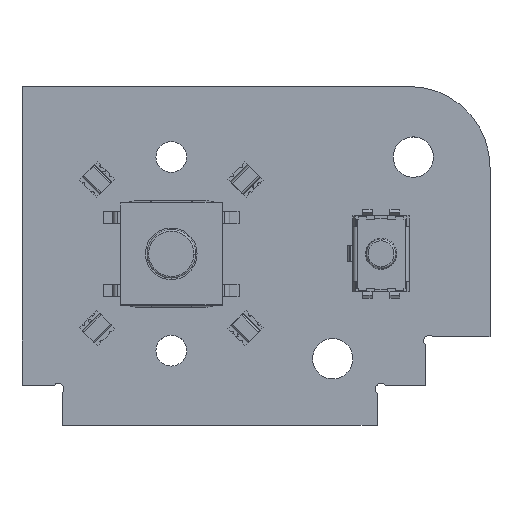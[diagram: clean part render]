
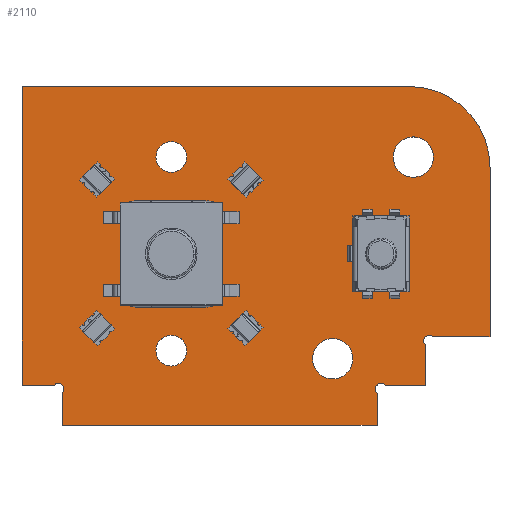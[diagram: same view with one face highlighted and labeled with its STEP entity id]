
A CAD part, top view. The second image highlights one B-rep face of the part: STEP entity #2110.
In plain terms, the highlighted planar face has unit normal (0, 0, 1).
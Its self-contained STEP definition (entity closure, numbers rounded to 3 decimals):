
#2110=ADVANCED_FACE('',(#5762,#5763,#5764,#5765,#5766),#5767,.T.);
#5762=FACE_BOUND('',#11043,.T.);
#5763=FACE_BOUND('',#11044,.T.);
#5764=FACE_BOUND('',#11045,.T.);
#5765=FACE_BOUND('',#11046,.T.);
#5766=FACE_OUTER_BOUND('',#11047,.T.);
#5767=PLANE('',#11048);
#11043=EDGE_LOOP('',(#16370));
#11044=EDGE_LOOP('',(#16371));
#11045=EDGE_LOOP('',(#16372));
#11046=EDGE_LOOP('',(#16373));
#11047=EDGE_LOOP('',(#16374,#16375,#16376,#16377,#16378,#16379,#16380,#16381,#16382,#16383,#16384,#16385,#16386,#16387));
#11048=AXIS2_PLACEMENT_3D('',#16388,#16389,#16390);
#16370=ORIENTED_EDGE('',*,*,#33046,.T.);
#16371=ORIENTED_EDGE('',*,*,#33049,.T.);
#16372=ORIENTED_EDGE('',*,*,#33052,.T.);
#16373=ORIENTED_EDGE('',*,*,#33055,.T.);
#16374=ORIENTED_EDGE('',*,*,#33057,.T.);
#16375=ORIENTED_EDGE('',*,*,#33058,.T.);
#16376=ORIENTED_EDGE('',*,*,#33059,.T.);
#16377=ORIENTED_EDGE('',*,*,#33060,.T.);
#16378=ORIENTED_EDGE('',*,*,#33061,.T.);
#16379=ORIENTED_EDGE('',*,*,#33062,.T.);
#16380=ORIENTED_EDGE('',*,*,#33063,.T.);
#16381=ORIENTED_EDGE('',*,*,#33064,.T.);
#16382=ORIENTED_EDGE('',*,*,#33065,.T.);
#16383=ORIENTED_EDGE('',*,*,#33066,.T.);
#16384=ORIENTED_EDGE('',*,*,#33067,.T.);
#16385=ORIENTED_EDGE('',*,*,#33068,.T.);
#16386=ORIENTED_EDGE('',*,*,#33069,.T.);
#16387=ORIENTED_EDGE('',*,*,#33070,.T.);
#16388=CARTESIAN_POINT('',(-0.97,-0.042,1.5));
#16389=DIRECTION('',(0.0,0.0,1.0));
#16390=DIRECTION('',(1.0,0.0,0.0));
#33046=EDGE_CURVE('',#39706,#39706,#39707,.T.);
#33049=EDGE_CURVE('',#39711,#39711,#39712,.T.);
#33052=EDGE_CURVE('',#39716,#39716,#39717,.T.);
#33055=EDGE_CURVE('',#39721,#39721,#39722,.T.);
#33057=EDGE_CURVE('',#39724,#39725,#39726,.T.);
#33058=EDGE_CURVE('',#39725,#39727,#39728,.T.);
#33059=EDGE_CURVE('',#39727,#39729,#39730,.T.);
#33060=EDGE_CURVE('',#39729,#39731,#39732,.T.);
#33061=EDGE_CURVE('',#39731,#39733,#39734,.T.);
#33062=EDGE_CURVE('',#39733,#39735,#39736,.T.);
#33063=EDGE_CURVE('',#39735,#39737,#39738,.T.);
#33064=EDGE_CURVE('',#39737,#39739,#39740,.T.);
#33065=EDGE_CURVE('',#39739,#39741,#39742,.T.);
#33066=EDGE_CURVE('',#39741,#39743,#39744,.T.);
#33067=EDGE_CURVE('',#39743,#39745,#39746,.T.);
#33068=EDGE_CURVE('',#39745,#39747,#39748,.T.);
#33069=EDGE_CURVE('',#39747,#39749,#39750,.T.);
#33070=EDGE_CURVE('',#39749,#39724,#39751,.T.);
#39706=VERTEX_POINT('',#49601);
#39707=CIRCLE('',#49602,1.25);
#39711=VERTEX_POINT('',#49606);
#39712=CIRCLE('',#49607,1.25);
#39716=VERTEX_POINT('',#49611);
#39717=CIRCLE('',#49612,0.95);
#39721=VERTEX_POINT('',#49616);
#39722=CIRCLE('',#49617,0.95);
#39724=VERTEX_POINT('',#49619);
#39725=VERTEX_POINT('',#49620);
#39726=LINE('',#49621,#49622);
#39727=VERTEX_POINT('',#49623);
#39728=LINE('',#49624,#49625);
#39729=VERTEX_POINT('',#49626);
#39730=CIRCLE('',#49627,0.354);
#39731=VERTEX_POINT('',#49628);
#39732=LINE('',#49629,#49630);
#39733=VERTEX_POINT('',#49631);
#39734=LINE('',#49632,#49633);
#39735=VERTEX_POINT('',#49634);
#39736=LINE('',#49635,#49636);
#39737=VERTEX_POINT('',#49637);
#39738=CIRCLE('',#49638,0.354);
#39739=VERTEX_POINT('',#49639);
#39740=LINE('',#49640,#49641);
#39741=VERTEX_POINT('',#49642);
#39742=LINE('',#49643,#49644);
#39743=VERTEX_POINT('',#49645);
#39744=CIRCLE('',#49646,0.354);
#39745=VERTEX_POINT('',#49647);
#39746=LINE('',#49648,#49649);
#39747=VERTEX_POINT('',#49650);
#39748=LINE('',#49651,#49652);
#39749=VERTEX_POINT('',#49653);
#39750=CIRCLE('',#49654,5.0);
#39751=LINE('',#49655,#49656);
#49601=CARTESIAN_POINT('',(3.1,-6.5,1.5));
#49602=AXIS2_PLACEMENT_3D('',#63619,#63620,#63621);
#49606=CARTESIAN_POINT('',(8.1,6.0,1.5));
#49607=AXIS2_PLACEMENT_3D('',#63625,#63626,#63627);
#49611=CARTESIAN_POINT('',(-6.6,-6.0,1.5));
#49612=AXIS2_PLACEMENT_3D('',#63631,#63632,#63633);
#49616=CARTESIAN_POINT('',(-6.6,6.0,1.5));
#49617=AXIS2_PLACEMENT_3D('',#63637,#63638,#63639);
#49619=CARTESIAN_POINT('',(-14.9,10.37,1.5));
#49620=CARTESIAN_POINT('',(-14.9,-8.13,1.5));
#49621=CARTESIAN_POINT('',(-14.9,1.12,1.5));
#49622=VECTOR('',#63640,1.0);
#49623=CARTESIAN_POINT('',(-12.9,-8.13,1.5));
#49624=CARTESIAN_POINT('',(-13.9,-8.13,1.5));
#49625=VECTOR('',#63641,1.0);
#49626=CARTESIAN_POINT('',(-12.4,-8.63,1.5));
#49627=AXIS2_PLACEMENT_3D('',#63642,#63643,#63644);
#49628=CARTESIAN_POINT('',(-12.4,-10.63,1.5));
#49629=CARTESIAN_POINT('',(-12.4,-9.63,1.5));
#49630=VECTOR('',#63645,1.0);
#49631=CARTESIAN_POINT('',(7.1,-10.63,1.5));
#49632=CARTESIAN_POINT('',(-2.65,-10.63,1.5));
#49633=VECTOR('',#63646,1.0);
#49634=CARTESIAN_POINT('',(7.1,-8.63,1.5));
#49635=CARTESIAN_POINT('',(7.1,-9.63,1.5));
#49636=VECTOR('',#63647,1.0);
#49637=CARTESIAN_POINT('',(7.6,-8.13,1.5));
#49638=AXIS2_PLACEMENT_3D('',#63648,#63649,#63650);
#49639=CARTESIAN_POINT('',(10.1,-8.13,1.5));
#49640=CARTESIAN_POINT('',(8.85,-8.13,1.5));
#49641=VECTOR('',#63651,1.0);
#49642=CARTESIAN_POINT('',(10.1,-5.63,1.5));
#49643=CARTESIAN_POINT('',(10.1,-6.88,1.5));
#49644=VECTOR('',#63652,1.0);
#49645=CARTESIAN_POINT('',(10.6,-5.13,1.5));
#49646=AXIS2_PLACEMENT_3D('',#63653,#63654,#63655);
#49647=CARTESIAN_POINT('',(14.1,-5.13,1.5));
#49648=CARTESIAN_POINT('',(12.35,-5.13,1.5));
#49649=VECTOR('',#63656,1.0);
#49650=CARTESIAN_POINT('',(14.1,5.37,1.5));
#49651=CARTESIAN_POINT('',(14.1,0.12,1.5));
#49652=VECTOR('',#63657,1.0);
#49653=CARTESIAN_POINT('',(9.1,10.37,1.5));
#49654=AXIS2_PLACEMENT_3D('',#63658,#63659,#63660);
#49655=CARTESIAN_POINT('',(-2.9,10.37,1.5));
#49656=VECTOR('',#63661,1.0);
#63619=CARTESIAN_POINT('',(4.35,-6.5,1.5));
#63620=DIRECTION('',(0.0,0.0,-1.0));
#63621=DIRECTION('',(1.0,0.0,0.0));
#63625=CARTESIAN_POINT('',(9.35,6.0,1.5));
#63626=DIRECTION('',(0.0,0.0,-1.0));
#63627=DIRECTION('',(1.0,0.0,0.0));
#63631=CARTESIAN_POINT('',(-5.65,-6.0,1.5));
#63632=DIRECTION('',(0.0,0.0,-1.0));
#63633=DIRECTION('',(1.0,0.0,0.0));
#63637=CARTESIAN_POINT('',(-5.65,6.0,1.5));
#63638=DIRECTION('',(0.0,0.0,-1.0));
#63639=DIRECTION('',(1.0,0.0,0.0));
#63640=DIRECTION('',(0.0,-1.0,0.0));
#63641=DIRECTION('',(1.0,0.0,0.0));
#63642=CARTESIAN_POINT('',(-12.65,-8.38,1.5));
#63643=DIRECTION('',(0.0,0.0,-1.0));
#63644=DIRECTION('',(-0.707,0.707,0.0));
#63645=DIRECTION('',(0.0,-1.0,0.0));
#63646=DIRECTION('',(1.0,0.0,0.0));
#63647=DIRECTION('',(0.0,1.0,0.0));
#63648=CARTESIAN_POINT('',(7.35,-8.38,1.5));
#63649=DIRECTION('',(-0.0,0.0,-1.0));
#63650=DIRECTION('',(-0.707,-0.707,0.0));
#63651=DIRECTION('',(1.0,0.0,0.0));
#63652=DIRECTION('',(0.0,1.0,0.0));
#63653=CARTESIAN_POINT('',(10.35,-5.38,1.5));
#63654=DIRECTION('',(-0.0,0.0,-1.0));
#63655=DIRECTION('',(-0.707,-0.707,0.0));
#63656=DIRECTION('',(1.0,0.0,0.0));
#63657=DIRECTION('',(0.0,1.0,0.0));
#63658=CARTESIAN_POINT('',(9.1,5.37,1.5));
#63659=DIRECTION('',(0.0,0.0,1.0));
#63660=DIRECTION('',(1.0,0.0,0.0));
#63661=DIRECTION('',(-1.0,0.,0.0));
